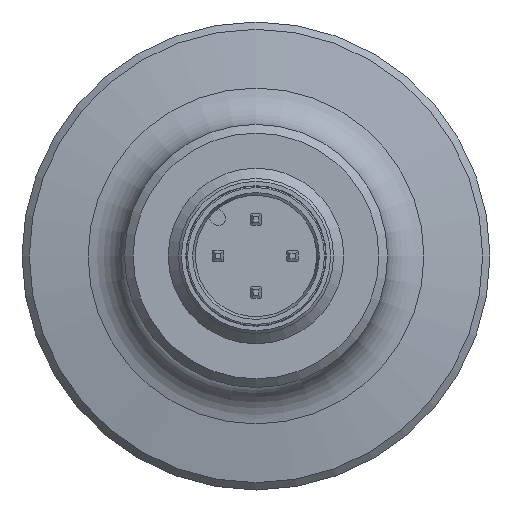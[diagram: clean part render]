
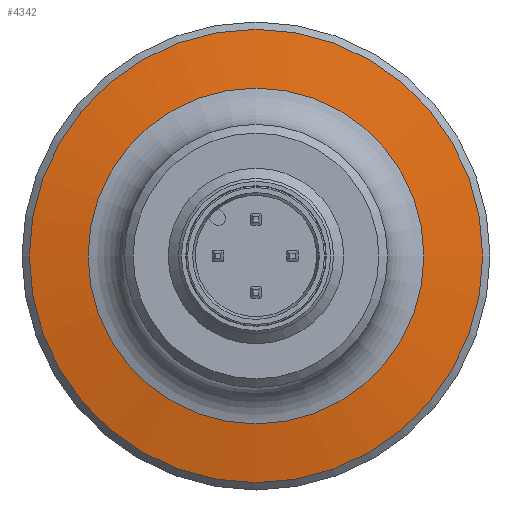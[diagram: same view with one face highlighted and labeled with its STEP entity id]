
A CAD part, front view. The second image highlights one B-rep face of the part: STEP entity #4342.
In plain terms, the highlighted conical face has half-angle 80 degrees and reference radius 15.5 mm.
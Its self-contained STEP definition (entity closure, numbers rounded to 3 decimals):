
#387=CONICAL_SURFACE('',#4593,15.5,1.396);
#545=ORIENTED_EDGE('',*,*,#1273,.F.);
#546=ORIENTED_EDGE('',*,*,#1272,.T.);
#1272=EDGE_CURVE('',#1647,#1647,#1936,.F.);
#1273=EDGE_CURVE('',#1648,#1648,#1937,.T.);
#1647=VERTEX_POINT('',#5913);
#1648=VERTEX_POINT('',#5916);
#1936=CIRCLE('',#4592,15.5);
#1937=CIRCLE('',#4594,11.479);
#2136=EDGE_LOOP('',(#545));
#2137=EDGE_LOOP('',(#546));
#2471=FACE_BOUND('',#2136,.T.);
#2472=FACE_BOUND('',#2137,.T.);
#4342=ADVANCED_FACE('',(#2471,#2472),#387,.T.);
#4592=AXIS2_PLACEMENT_3D('',#5912,#5033,#5034);
#4593=AXIS2_PLACEMENT_3D('',#5914,#5035,#5036);
#4594=AXIS2_PLACEMENT_3D('',#5915,#5037,#5038);
#5033=DIRECTION('',(0.,1.,0.));
#5034=DIRECTION('',(0.,0.,1.));
#5035=DIRECTION('',(0.,1.,0.));
#5036=DIRECTION('',(0.,0.,1.));
#5037=DIRECTION('',(0.,-1.,0.));
#5038=DIRECTION('',(0.,0.,-1.));
#5912=CARTESIAN_POINT('',(0.,-18.161,0.));
#5913=CARTESIAN_POINT('',(0.,-18.161,15.5));
#5914=CARTESIAN_POINT('',(0.,-18.161,0.));
#5915=CARTESIAN_POINT('',(0.,-18.87,0.));
#5916=CARTESIAN_POINT('',(0.,-18.87,-11.479));
